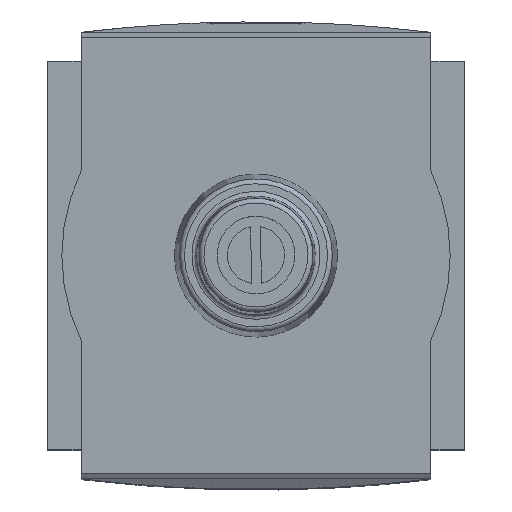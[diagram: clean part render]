
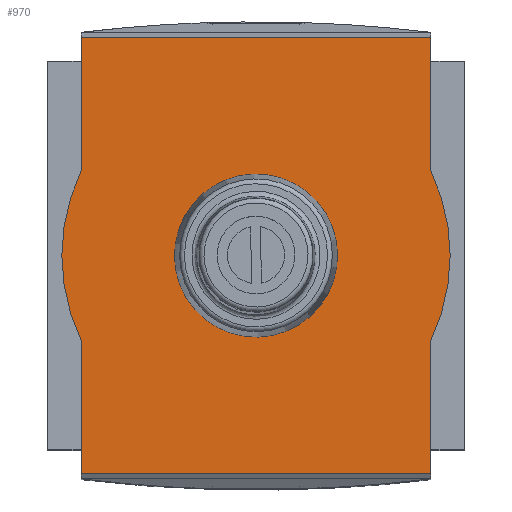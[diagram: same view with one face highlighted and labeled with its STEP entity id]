
A CAD part, top view. The second image highlights one B-rep face of the part: STEP entity #970.
In plain terms, the highlighted planar face has unit normal (0, 0, 1).
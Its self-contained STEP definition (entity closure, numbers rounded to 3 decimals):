
#397=CARTESIAN_POINT('',(0.23,-8.397,27.0));
#398=VERTEX_POINT('',#397);
#399=CARTESIAN_POINT('',(0.0,0.0,27.0));
#400=DIRECTION('',(0.0,0.0,-1.));
#401=DIRECTION('',(0.027,-1.,0.0));
#402=AXIS2_PLACEMENT_3D('',#399,#400,#401);
#403=CIRCLE('',#402,8.4);
#404=EDGE_CURVE('',#398,#398,#403,.T.);
#894=CARTESIAN_POINT('',(0.0,0.0,27.0));
#895=DIRECTION('',(0.0,0.0,-1.0));
#896=DIRECTION('',(-1.0,0.0,0.0));
#897=AXIS2_PLACEMENT_3D('',#894,#895,#896);
#898=PLANE('',#897);
#899=CARTESIAN_POINT('',(18.,8.718,27.));
#900=VERTEX_POINT('',#899);
#901=CARTESIAN_POINT('',(18.,-8.718,27.));
#902=VERTEX_POINT('',#901);
#903=CARTESIAN_POINT('',(0.0,0.0,27.0));
#904=DIRECTION('',(0.0,0.0,-1.0));
#905=DIRECTION('',(-1.0,0.0,0.0));
#906=AXIS2_PLACEMENT_3D('',#903,#904,#905);
#907=CIRCLE('',#906,20.0);
#908=EDGE_CURVE('',#900,#902,#907,.T.);
#909=ORIENTED_EDGE('',*,*,#908,.F.);
#910=CARTESIAN_POINT('',(18.,22.464,27.));
#911=VERTEX_POINT('',#910);
#912=CARTESIAN_POINT('',(18.,8.718,27.));
#913=DIRECTION('',(0.0,1.0,0.0));
#914=VECTOR('',#913,13.746);
#915=LINE('',#912,#914);
#916=EDGE_CURVE('',#900,#911,#915,.T.);
#917=ORIENTED_EDGE('',*,*,#916,.T.);
#918=CARTESIAN_POINT('',(-18.,22.464,27.0));
#919=VERTEX_POINT('',#918);
#920=CARTESIAN_POINT('',(-18.,22.464,27.0));
#921=DIRECTION('',(1.0,0.0,0.0));
#922=VECTOR('',#921,36.0);
#923=LINE('',#920,#922);
#924=EDGE_CURVE('',#919,#911,#923,.T.);
#925=ORIENTED_EDGE('',*,*,#924,.F.);
#926=CARTESIAN_POINT('',(-18.,8.718,27.0));
#927=VERTEX_POINT('',#926);
#928=CARTESIAN_POINT('',(-18.,22.464,27.0));
#929=DIRECTION('',(0.0,-1.0,0.0));
#930=VECTOR('',#929,13.746);
#931=LINE('',#928,#930);
#932=EDGE_CURVE('',#919,#927,#931,.T.);
#933=ORIENTED_EDGE('',*,*,#932,.T.);
#934=CARTESIAN_POINT('',(-18.,-8.718,27.0));
#935=VERTEX_POINT('',#934);
#936=CARTESIAN_POINT('',(0.0,0.0,27.0));
#937=DIRECTION('',(0.0,0.0,-1.0));
#938=DIRECTION('',(-1.0,0.0,0.0));
#939=AXIS2_PLACEMENT_3D('',#936,#937,#938);
#940=CIRCLE('',#939,20.0);
#941=EDGE_CURVE('',#935,#927,#940,.T.);
#942=ORIENTED_EDGE('',*,*,#941,.F.);
#943=CARTESIAN_POINT('',(-18.,-22.464,27.0));
#944=VERTEX_POINT('',#943);
#945=CARTESIAN_POINT('',(-18.,-8.718,27.0));
#946=DIRECTION('',(0.0,-1.0,0.0));
#947=VECTOR('',#946,13.746);
#948=LINE('',#945,#947);
#949=EDGE_CURVE('',#935,#944,#948,.T.);
#950=ORIENTED_EDGE('',*,*,#949,.T.);
#951=CARTESIAN_POINT('',(18.,-22.464,27.));
#952=VERTEX_POINT('',#951);
#953=CARTESIAN_POINT('',(18.,-22.464,27.));
#954=DIRECTION('',(-1.0,0.0,0.0));
#955=VECTOR('',#954,36.0);
#956=LINE('',#953,#955);
#957=EDGE_CURVE('',#952,#944,#956,.T.);
#958=ORIENTED_EDGE('',*,*,#957,.F.);
#959=CARTESIAN_POINT('',(18.,-22.464,27.));
#960=DIRECTION('',(0.0,1.0,0.0));
#961=VECTOR('',#960,13.746);
#962=LINE('',#959,#961);
#963=EDGE_CURVE('',#952,#902,#962,.T.);
#964=ORIENTED_EDGE('',*,*,#963,.T.);
#965=EDGE_LOOP('',(#909,#917,#925,#933,#942,#950,#958,#964));
#966=FACE_OUTER_BOUND('',#965,.T.);
#967=ORIENTED_EDGE('',*,*,#404,.T.);
#968=EDGE_LOOP('',(#967));
#969=FACE_BOUND('',#968,.T.);
#970=ADVANCED_FACE('',(#966,#969),#898,.F.);
